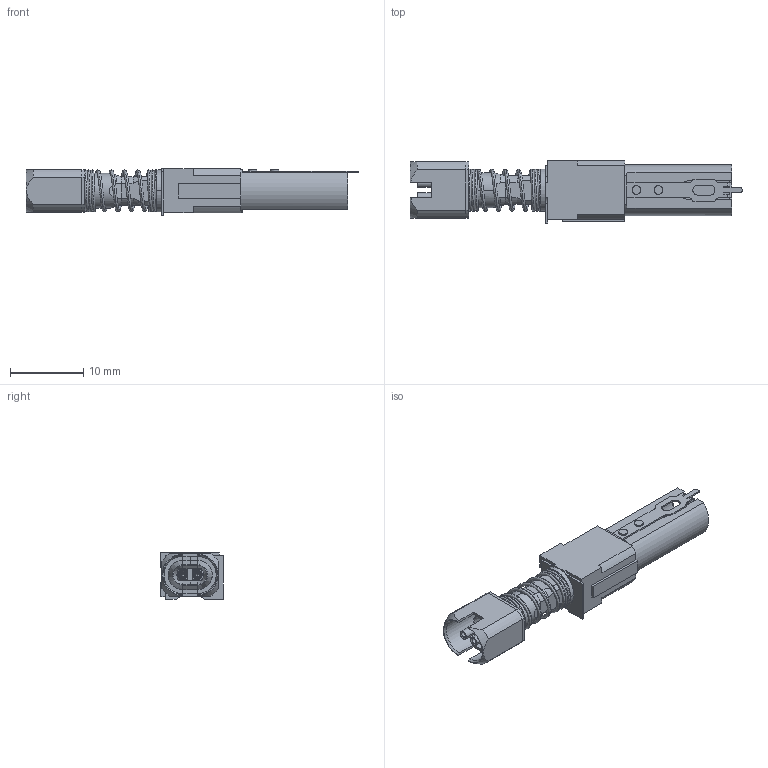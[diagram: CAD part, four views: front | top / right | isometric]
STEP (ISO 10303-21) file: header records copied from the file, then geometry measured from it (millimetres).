
FILE_DESCRIPTION (( 'STEP AP203' ), '1' );
FILE_NAME ('INGUN_HFS-802_314_051_A_8042_HMTD.STEP', '2025-12-01T07:56:15', ( '' ), ( '' ), 'SwSTEP 2.0', 'SolidWorks 2023', '' );
FILE_SCHEMA (( 'CONFIG_CONTROL_DESIGN' ));
Length unit declared in the file: millimetre
Products named in the file (16): UFC-802_HMTD~1; GKS-802_314_051_A_1004_HMTD~0; RNI-802_HMTD~0_#01<Standard>; RKO-802_142_HMTD-O~2; ST-802_E04_VS-GKS-HMTD~0; RST-802_E04_T-GKS-HMTD~3; IS-802_550_065_HMTD~1; INGUN_HFS-802_314_051_A_8042_HMTD; RST-802_E003_HMTD~1; KU-050~0; RKO-802_314_051_HMTD~1; RFE-802_60_HMTD~0_#0<Standard>; IB-802_HMTD~3; RVS-802_HMTD~1; RVS-802_44_GKS-HMTD~1; RKO-802_142_HMTD-U~2
Assembly tree (18 placements, depth 4):
  INGUN_HFS-802_314_051_A_8042_HMTD
    RST-802_E003_HMTD~1
    RKO-802_142_HMTD-O~2
    IB-802_HMTD~3  x2
    RVS-802_HMTD~1
    UFC-802_HMTD~1
    RNI-802_HMTD~0_#01<Standard>  x2
    GKS-802_314_051_A_1004_HMTD~0  x2
      ST-802_E04_VS-GKS-HMTD~0
        RST-802_E04_T-GKS-HMTD~3
        RVS-802_44_GKS-HMTD~1
      RKO-802_314_051_HMTD~1
      KU-050~0
    RFE-802_60_HMTD~0_#0<Standard>
    IS-802_550_065_HMTD~1
    RKO-802_142_HMTD-U~2
Bounding box: 45.3 x 8.5 x 6.3 mm (x, y, z)
Volume: 901.6 mm3; surface area: 3219.2 mm2
Topology: 19 solids, 19 shells, 559 faces, 1360 edges, 831 vertices
Faces by surface type: plane 226, cylinder 182, cone 129, sphere 8, torus 8, bspline 6
Entity records: 17129 total; most frequent: CARTESIAN_POINT 5117, DIRECTION 2218, ORIENTED_EDGE 2100, EDGE_CURVE 1050, AXIS2_PLACEMENT_3D 817, VERTEX_POINT 658, LINE 584, VECTOR 584
